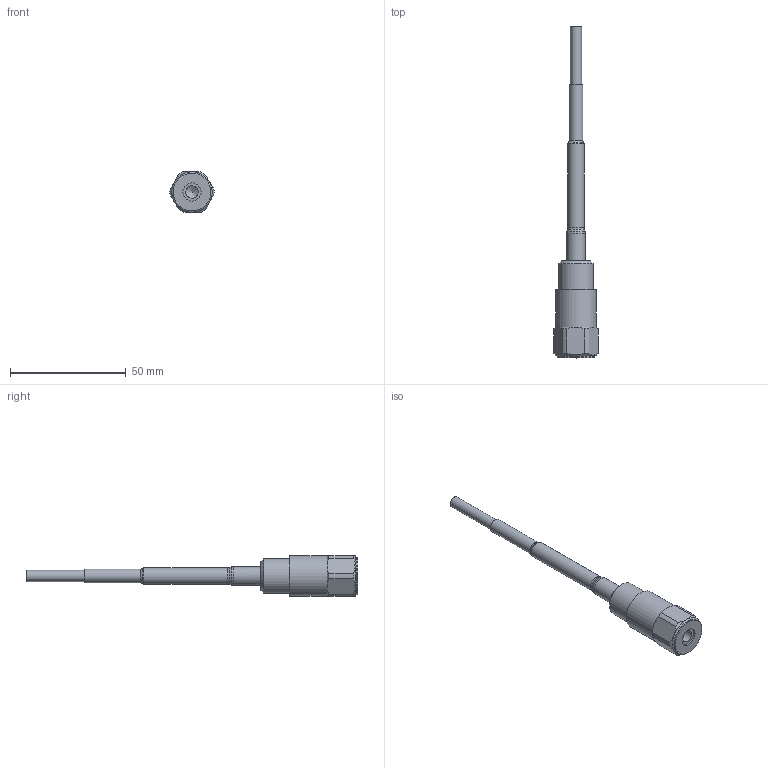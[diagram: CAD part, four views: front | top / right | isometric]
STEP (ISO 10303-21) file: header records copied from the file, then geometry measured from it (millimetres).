
FILE_DESCRIPTION(/* description */ (''),/* implementation_level */ '2;1');
FILE_NAME(/* name */ 'MASTER_MEDIUM_TOP_EXIT_HEAT_SHRUNK.stp',/* time_stamp */ '2023-11-14T15:02:27-05:00',/* author */ ('cthayer'),/* organization */ ('CONNECTION TECHNOLOGY CENTER'),/* preprocessor_version */ 'ST-DEVELOPER v19',/* originating_system */ 'Autodesk Inventor 2023',/* authorisation */ '');
FILE_SCHEMA (('AUTOMOTIVE_DESIGN { 1 0 10303 214 3 1 1 }'));
Length unit declared in the file: inch
Products named in the file (1): AC192-6N
Bounding box: 19.05 x 143.37 x 17.6 mm (x, y, z)
Volume: 10529.8 mm3; surface area: 8024.2 mm2
Topology: 2 solids, 2 shells, 355 faces, 788 edges, 491 vertices
Faces by surface type: plane 151, cylinder 102, bspline 77, cone 16, torus 9
Full cylindrical faces by diameter (mm): 0.127 x19, 0.203 x38, 1.016 x2, 1.27 x3, 2.032 x2, 3.581 x1, 4.826 x1, 4.898 x1, 5.016 x1, 5.156 x1, 5.359 x1, 5.588 x3, 5.914 x1, 5.994 x2, 6.032 x1, 7.048 x1, 7.061 x1, 7.112 x1, 7.874 x1, 8.128 x1, 11.43 x1, 15.113 x1, 16.256 x1, 17.462 x1
Entity records: 11854 total; most frequent: CARTESIAN_POINT 3909, ORIENTED_EDGE 1526, DIRECTION 1445, EDGE_CURVE 763, AXIS2_PLACEMENT_3D 570, VERTEX_POINT 491, EDGE_LOOP 446, STYLED_ITEM 357
